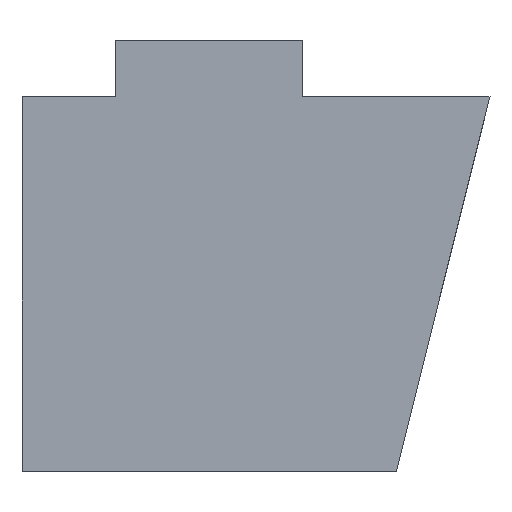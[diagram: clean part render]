
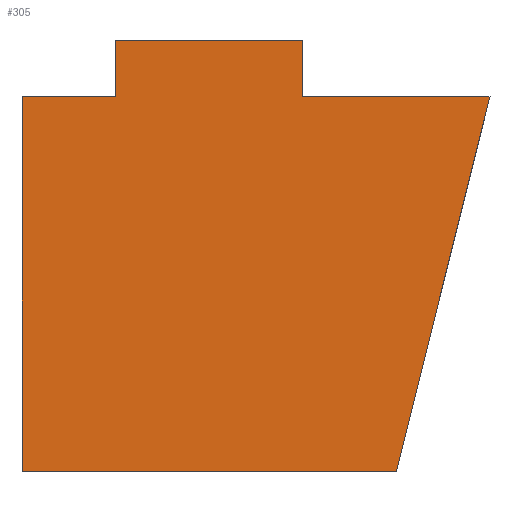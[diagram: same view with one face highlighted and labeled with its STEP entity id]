
A CAD part, top view. The second image highlights one B-rep face of the part: STEP entity #305.
In plain terms, the highlighted planar face has unit normal (0, 0, 1).
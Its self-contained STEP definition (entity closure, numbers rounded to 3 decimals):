
#36=CARTESIAN_POINT('Line Origine',(2.5,0.,6.)) ;
#40=CARTESIAN_POINT('Vertex',(0.,0.,6.)) ;
#42=CARTESIAN_POINT('Vertex',(5.,0.,6.)) ;
#76=CARTESIAN_POINT('Line Origine',(5.,1.5,6.)) ;
#80=CARTESIAN_POINT('Vertex',(5.,3.,6.)) ;
#107=CARTESIAN_POINT('Line Origine',(10.,3.,6.)) ;
#111=CARTESIAN_POINT('Vertex',(15.,3.,6.)) ;
#138=CARTESIAN_POINT('Line Origine',(15.,1.5,6.)) ;
#142=CARTESIAN_POINT('Vertex',(15.,0.,6.)) ;
#164=CARTESIAN_POINT('Line Origine',(20.,0.,6.)) ;
#168=CARTESIAN_POINT('Vertex',(25.,0.,6.)) ;
#195=CARTESIAN_POINT('Line Origine',(22.5,-10.,6.)) ;
#199=CARTESIAN_POINT('Vertex',(20.,-20.,6.)) ;
#226=CARTESIAN_POINT('Line Origine',(10.,-20.,6.)) ;
#230=CARTESIAN_POINT('Vertex',(0.,-20.,6.)) ;
#257=CARTESIAN_POINT('Line Origine',(0.,-10.,6.)) ;
#290=CARTESIAN_POINT('Axis2P3D Location',(0.,0.,6.)) ;
#38=VECTOR('Line Direction',#37,1.) ;
#78=VECTOR('Line Direction',#77,1.) ;
#109=VECTOR('Line Direction',#108,1.) ;
#140=VECTOR('Line Direction',#139,1.) ;
#166=VECTOR('Line Direction',#165,1.) ;
#197=VECTOR('Line Direction',#196,1.) ;
#228=VECTOR('Line Direction',#227,1.) ;
#259=VECTOR('Line Direction',#258,1.) ;
#37=DIRECTION('Vector Direction',(-1.,0.,0.)) ;
#77=DIRECTION('Vector Direction',(0.,-1.,0.)) ;
#108=DIRECTION('Vector Direction',(-1.,0.,0.)) ;
#139=DIRECTION('Vector Direction',(0.,1.,0.)) ;
#165=DIRECTION('Vector Direction',(-1.,0.,0.)) ;
#196=DIRECTION('Vector Direction',(0.243,0.97,0.)) ;
#227=DIRECTION('Vector Direction',(1.,0.,0.)) ;
#258=DIRECTION('Vector Direction',(0.,-1.,0.)) ;
#291=DIRECTION('Axis2P3D Direction',(0.,0.,-1.)) ;
#292=DIRECTION('Axis2P3D XDirection',(1.,0.,0.)) ;
#293=AXIS2_PLACEMENT_3D('Plane Axis2P3D',#290,#291,#292) ;
#39=LINE('Line',#36,#38) ;
#79=LINE('Line',#76,#78) ;
#110=LINE('Line',#107,#109) ;
#141=LINE('Line',#138,#140) ;
#167=LINE('Line',#164,#166) ;
#198=LINE('Line',#195,#197) ;
#229=LINE('Line',#226,#228) ;
#260=LINE('Line',#257,#259) ;
#294=PLANE('',#293) ;
#44=EDGE_CURVE('',#41,#43,#39,.F.) ;
#82=EDGE_CURVE('',#43,#81,#79,.F.) ;
#113=EDGE_CURVE('',#81,#112,#110,.F.) ;
#144=EDGE_CURVE('',#112,#143,#141,.F.) ;
#170=EDGE_CURVE('',#143,#169,#167,.F.) ;
#201=EDGE_CURVE('',#169,#200,#198,.F.) ;
#232=EDGE_CURVE('',#200,#231,#229,.F.) ;
#261=EDGE_CURVE('',#231,#41,#260,.F.) ;
#296=ORIENTED_EDGE('',*,*,#261,.F.) ;
#297=ORIENTED_EDGE('',*,*,#232,.F.) ;
#298=ORIENTED_EDGE('',*,*,#201,.F.) ;
#299=ORIENTED_EDGE('',*,*,#170,.F.) ;
#300=ORIENTED_EDGE('',*,*,#144,.F.) ;
#301=ORIENTED_EDGE('',*,*,#113,.F.) ;
#302=ORIENTED_EDGE('',*,*,#82,.F.) ;
#303=ORIENTED_EDGE('',*,*,#44,.F.) ;
#295=EDGE_LOOP('',(#296,#297,#298,#299,#300,#301,#302,#303)) ;
#41=VERTEX_POINT('',#40) ;
#43=VERTEX_POINT('',#42) ;
#81=VERTEX_POINT('',#80) ;
#112=VERTEX_POINT('',#111) ;
#143=VERTEX_POINT('',#142) ;
#169=VERTEX_POINT('',#168) ;
#200=VERTEX_POINT('',#199) ;
#231=VERTEX_POINT('',#230) ;
#305=ADVANCED_FACE('PartBody',(#304),#294,.F.) ;
#304=FACE_OUTER_BOUND('',#295,.T.) ;
